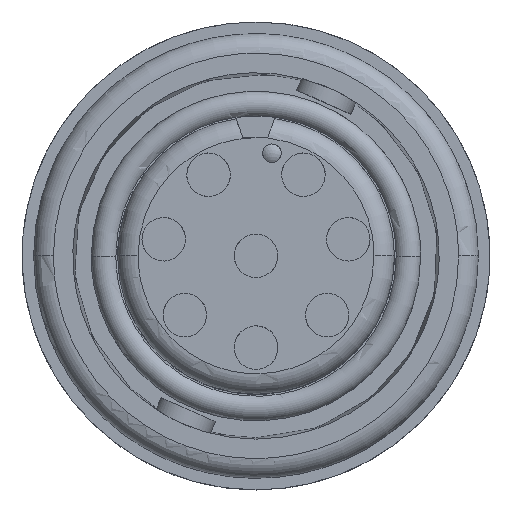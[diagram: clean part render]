
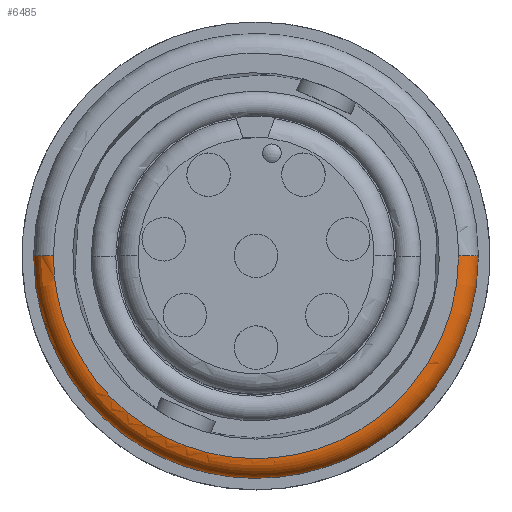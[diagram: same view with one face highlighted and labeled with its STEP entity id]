
A CAD part, top view. The second image highlights one B-rep face of the part: STEP entity #6485.
In plain terms, the highlighted toroidal (fillet/blend) face has major radius 7.811 mm and minor radius 0.762 mm.
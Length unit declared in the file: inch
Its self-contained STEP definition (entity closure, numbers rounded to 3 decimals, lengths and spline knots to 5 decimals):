
#7 = B_SPLINE_CURVE_WITH_KNOTS ( 'NONE', 3,
 ( #11672, #4534, #7429, #17451 ),
 .UNSPECIFIED., .F., .F.,
 ( 4, 4 ),
 ( 0., 0.13195 ),
 .UNSPECIFIED. ) ;
#198 = CARTESIAN_POINT ( 'NONE',  ( -0.3309, -0.07669, -0.161 ) ) ;
#573 = CARTESIAN_POINT ( 'NONE',  ( 0.08297, -0.32938, -0.161 ) ) ;
#751 = CARTESIAN_POINT ( 'NONE',  ( 0.28145, -0.12385, -0.131 ) ) ;
#858 = CARTESIAN_POINT ( 'NONE',  ( 0.3075, -0.04249, -0.131 ) ) ;
#877 = CARTESIAN_POINT ( 'NONE',  ( -0.02909, -0.30811, -0.131 ) ) ;
#1657 = CARTESIAN_POINT ( 'NONE',  ( -0.28622, -0.1829, -0.161 ) ) ;
#1666 = CIRCLE ( 'NONE', #8108, 0.03 ) ;
#1920 = CIRCLE ( 'NONE', #6689, 0.03 ) ;
#2028 = CARTESIAN_POINT ( 'NONE',  ( 0.18831, -0.28269, -0.161 ) ) ;
#2329 = CARTESIAN_POINT ( 'NONE',  ( -0.13042, -0.28066, -0.131 ) ) ;
#2713 = DIRECTION ( 'NONE',  ( 0., 0., -1. ) ) ;
#2988 = VERTEX_POINT ( 'NONE', #2996 ) ;
#2996 = CARTESIAN_POINT ( 'NONE',  ( 0.3375, 0., -0.161 ) ) ;
#3047 = CARTESIAN_POINT ( 'NONE',  ( -0.3375, 0., -0.161 ) ) ;
#3110 = CARTESIAN_POINT ( 'NONE',  ( -0.20861, -0.26807, -0.161 ) ) ;
#3250 = EDGE_CURVE ( 'NONE', #7890, #2988, #1666, .T. ) ;
#3310 = EDGE_CURVE ( 'NONE', #10100, #2988, #7, .T. ) ;
#3469 = CARTESIAN_POINT ( 'NONE',  ( 0.27199, -0.20347, -0.161 ) ) ;
#3767 = CARTESIAN_POINT ( 'NONE',  ( 0.3075, 0., -0.131 ) ) ;
#3783 = CARTESIAN_POINT ( 'NONE',  ( -0.21674, -0.2209, -0.131 ) ) ;
#4368 = DIRECTION ( 'NONE',  ( 0., -1., 0. ) ) ;
#4534 = CARTESIAN_POINT ( 'NONE',  ( 0.3277, -0.09325, -0.161 ) ) ;
#4551 = CARTESIAN_POINT ( 'NONE',  ( -0.10698, -0.32238, -0.161 ) ) ;
#4737 = ORIENTED_EDGE ( 'NONE', *, *, #3250, .F. ) ;
#4900 = CARTESIAN_POINT ( 'NONE',  ( 0.3075, 0., -0.131 ) ) ;
#4932 = CARTESIAN_POINT ( 'NONE',  ( 0.30891, -0.13594, -0.161 ) ) ;
#5006 = CARTESIAN_POINT ( 'NONE',  ( 0.26738, -0.15583, -0.131 ) ) ;
#5095 = CARTESIAN_POINT ( 'NONE',  ( 0.29857, -0.08496, -0.131 ) ) ;
#5235 = CARTESIAN_POINT ( 'NONE',  ( -0.27813, -0.13573, -0.131 ) ) ;
#6170 = FACE_OUTER_BOUND ( 'NONE', #13542, .T. ) ;
#6202 = ORIENTED_EDGE ( 'NONE', *, *, #12272, .T. ) ;
#6449 = CARTESIAN_POINT ( 'NONE',  ( 0.24781, -0.18539, -0.131 ) ) ;
#6485 = ADVANCED_FACE ( 'NONE', ( #6170 ), #17165, .T. ) ;
#6535 = ORIENTED_EDGE ( 'NONE', *, *, #3310, .T. ) ;
#6677 = CARTESIAN_POINT ( 'NONE',  ( -0.3075, -0.03494, -0.131 ) ) ;
#6689 = AXIS2_PLACEMENT_3D ( 'NONE', #12955, #4368, #14397 ) ;
#6954 = ORIENTED_EDGE ( 'NONE', *, *, #10468, .T. ) ;
#7373 = CARTESIAN_POINT ( 'NONE',  ( 0.3075, 0., -0.161 ) ) ;
#7429 = CARTESIAN_POINT ( 'NONE',  ( 0.3375, -0.04664, -0.161 ) ) ;
#7486 = EDGE_CURVE ( 'NONE', #7890, #15552, #18357, .T. ) ;
#7886 = CARTESIAN_POINT ( 'NONE',  ( 0.17157, -0.25757, -0.131 ) ) ;
#7890 = VERTEX_POINT ( 'NONE', #4900 ) ;
#8108 = AXIS2_PLACEMENT_3D ( 'NONE', #7373, #17384, #8795 ) ;
#8795 = DIRECTION ( 'NONE',  ( -1., 0., 0. ) ) ;
#9479 = CARTESIAN_POINT ( 'NONE',  ( 0.00633, -0.30941, -0.131 ) ) ;
#9724 = B_SPLINE_CURVE_WITH_KNOTS ( 'NONE', 3,
 ( #13587, #5006, #6449, #16477, #7886, #17912, #18066, #9479, #877, #10921, #2329, #12353, #3783, #13802, #5235, #15252, #6677, #16696 ),
 .UNSPECIFIED., .F., .F.,
 ( 4, 2, 2, 2, 2, 2, 2, 2, 4 ),
 ( 0., 0.10851, 0.21701, 0.32552, 0.43402, 0.54253, 0.65104, 0.75954, 0.86805 ),
 .UNSPECIFIED. ) ;
#9788 = B_SPLINE_CURVE_WITH_KNOTS ( 'NONE', 3,
 ( #3047, #14530, #198, #10259, #1657, #11687, #3110, #13125, #4551, #14580, #14812, #573, #10607, #2028, #12060, #3469, #13491, #4932 ),
 .UNSPECIFIED., .F., .F.,
 ( 4, 2, 2, 2, 2, 2, 2, 2, 4 ),
 ( 0.13195, 0.24046, 0.34896, 0.45747, 0.56598, 0.67448, 0.78299, 0.89149, 1. ),
 .UNSPECIFIED. ) ;
#10100 = VERTEX_POINT ( 'NONE', #10300 ) ;
#10259 = CARTESIAN_POINT ( 'NONE',  ( -0.30526, -0.14897, -0.161 ) ) ;
#10300 = CARTESIAN_POINT ( 'NONE',  ( 0.30891, -0.13594, -0.161 ) ) ;
#10468 = EDGE_CURVE ( 'NONE', #15552, #16300, #9724, .T. ) ;
#10607 = CARTESIAN_POINT ( 'NONE',  ( 0.12009, -0.31774, -0.161 ) ) ;
#10921 = CARTESIAN_POINT ( 'NONE',  ( -0.09747, -0.29373, -0.131 ) ) ;
#11123 = AXIS2_PLACEMENT_3D ( 'NONE', #11279, #2713, #12723 ) ;
#11279 = CARTESIAN_POINT ( 'NONE',  ( 0., 0., -0.161 ) ) ;
#11509 = CARTESIAN_POINT ( 'NONE',  ( -0.3375, 0., -0.161 ) ) ;
#11672 = CARTESIAN_POINT ( 'NONE',  ( 0.30891, -0.13594, -0.161 ) ) ;
#11687 = CARTESIAN_POINT ( 'NONE',  ( -0.23789, -0.24246, -0.161 ) ) ;
#12060 = CARTESIAN_POINT ( 'NONE',  ( 0.2194, -0.25931, -0.161 ) ) ;
#12272 = EDGE_CURVE ( 'NONE', #16300, #17093, #1920, .T. ) ;
#12353 = CARTESIAN_POINT ( 'NONE',  ( -0.19006, -0.24424, -0.131 ) ) ;
#12723 = DIRECTION ( 'NONE',  ( -1., 0., 0. ) ) ;
#12955 = CARTESIAN_POINT ( 'NONE',  ( -0.3075, 0., -0.161 ) ) ;
#13125 = CARTESIAN_POINT ( 'NONE',  ( -0.14314, -0.30804, -0.161 ) ) ;
#13491 = CARTESIAN_POINT ( 'NONE',  ( 0.29347, -0.17104, -0.161 ) ) ;
#13542 = EDGE_LOOP ( 'NONE', ( #4737, #13593, #6954, #6202, #16538, #6535 ) ) ;
#13587 = CARTESIAN_POINT ( 'NONE',  ( 0.28145, -0.12385, -0.131 ) ) ;
#13593 = ORIENTED_EDGE ( 'NONE', *, *, #7486, .T. ) ;
#13785 = CARTESIAN_POINT ( 'NONE',  ( 0.28145, -0.12385, -0.131 ) ) ;
#13802 = CARTESIAN_POINT ( 'NONE',  ( -0.26078, -0.16665, -0.131 ) ) ;
#14397 = DIRECTION ( 'NONE',  ( 0., 0., -1. ) ) ;
#14530 = CARTESIAN_POINT ( 'NONE',  ( -0.3375, -0.03835, -0.161 ) ) ;
#14580 = CARTESIAN_POINT ( 'NONE',  ( -0.03193, -0.33817, -0.161 ) ) ;
#14812 = CARTESIAN_POINT ( 'NONE',  ( 0.00695, -0.3396, -0.161 ) ) ;
#15252 = CARTESIAN_POINT ( 'NONE',  ( -0.30149, -0.06987, -0.131 ) ) ;
#15552 = VERTEX_POINT ( 'NONE', #751 ) ;
#16300 = VERTEX_POINT ( 'NONE', #16678 ) ;
#16477 = CARTESIAN_POINT ( 'NONE',  ( 0.1999, -0.23626, -0.131 ) ) ;
#16538 = ORIENTED_EDGE ( 'NONE', *, *, #17147, .T. ) ;
#16678 = CARTESIAN_POINT ( 'NONE',  ( -0.3075, 0., -0.131 ) ) ;
#16696 = CARTESIAN_POINT ( 'NONE',  ( -0.3075, 0., -0.131 ) ) ;
#17093 = VERTEX_POINT ( 'NONE', #11509 ) ;
#17147 = EDGE_CURVE ( 'NONE', #17093, #10100, #9788, .T. ) ;
#17165 = TOROIDAL_SURFACE ( 'NONE', #11123, 0.3075, 0.03 ) ;
#17384 = DIRECTION ( 'NONE',  ( 0., 1., 0. ) ) ;
#17451 = CARTESIAN_POINT ( 'NONE',  ( 0.3375, 0., -0.161 ) ) ;
#17912 = CARTESIAN_POINT ( 'NONE',  ( 0.10941, -0.28949, -0.131 ) ) ;
#18066 = CARTESIAN_POINT ( 'NONE',  ( 0.07559, -0.3001, -0.131 ) ) ;
#18357 = B_SPLINE_CURVE_WITH_KNOTS ( 'NONE', 3,
 ( #3767, #858, #5095, #13785 ),
 .UNSPECIFIED., .F., .F.,
 ( 4, 4 ),
 ( 0.86805, 1. ),
 .UNSPECIFIED. ) ;
